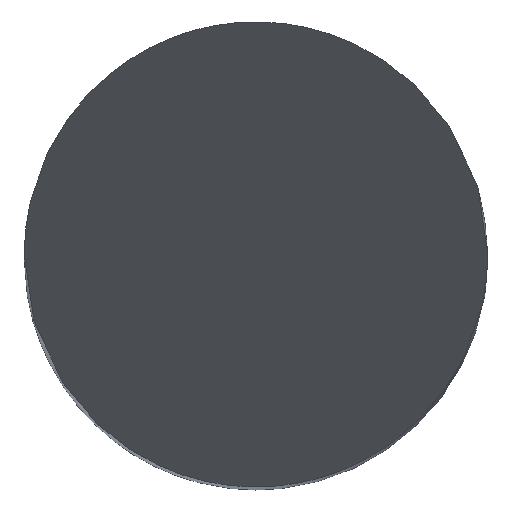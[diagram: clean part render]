
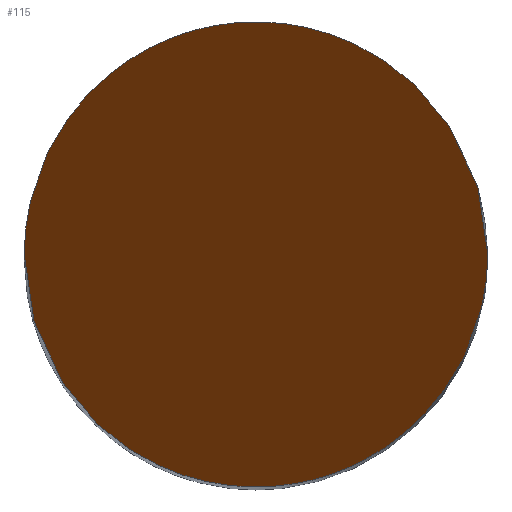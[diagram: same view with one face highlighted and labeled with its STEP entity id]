
A CAD part, top view. The second image highlights one B-rep face of the part: STEP entity #115.
In plain terms, the highlighted planar face has unit normal (0, -0.866, 0.5).
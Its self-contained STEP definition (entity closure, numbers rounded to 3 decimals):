
#59=PLANE('',#596);
#115=ADVANCED_FACE('',(#155),#59,.F.);
#155=FACE_OUTER_BOUND('',#186,.T.);
#186=EDGE_LOOP('',(#289,#290));
#289=ORIENTED_EDGE('',*,*,#429,.T.);
#290=ORIENTED_EDGE('',*,*,#459,.T.);
#381=VERTEX_POINT('',#852);
#382=VERTEX_POINT('',#857);
#429=EDGE_CURVE('',#382,#381,#531,.T.);
#459=EDGE_CURVE('',#381,#382,#535,.T.);
#531=(
BOUNDED_CURVE()
B_SPLINE_CURVE(3,(#853,#854,#855,#856),.UNSPECIFIED.,.F.,.F.)
B_SPLINE_CURVE_WITH_KNOTS((4,4),(0.,1.),.UNSPECIFIED.)
CURVE()
GEOMETRIC_REPRESENTATION_ITEM()
RATIONAL_B_SPLINE_CURVE((1.,0.333,0.333,1.))
REPRESENTATION_ITEM('')
);
#535=(
BOUNDED_CURVE()
B_SPLINE_CURVE(3,(#1003,#1004,#1005,#1006),.UNSPECIFIED.,.F.,.F.)
B_SPLINE_CURVE_WITH_KNOTS((4,4),(0.,1.),.UNSPECIFIED.)
CURVE()
GEOMETRIC_REPRESENTATION_ITEM()
RATIONAL_B_SPLINE_CURVE((1.,0.333,0.333,1.))
REPRESENTATION_ITEM('')
);
#596=AXIS2_PLACEMENT_3D('',#1008,#670,#671);
#670=DIRECTION('',(0.,0.866,-0.5));
#671=DIRECTION('',(0.,-0.5,-0.866));
#852=CARTESIAN_POINT('',(2.,0.,0.));
#853=CARTESIAN_POINT('',(-2.,0.,0.));
#854=CARTESIAN_POINT('',(-2.,-4.,-6.928));
#855=CARTESIAN_POINT('',(2.,-4.,-6.928));
#856=CARTESIAN_POINT('',(2.,0.,0.));
#857=CARTESIAN_POINT('',(-2.,0.,0.));
#1003=CARTESIAN_POINT('',(2.,0.,0.));
#1004=CARTESIAN_POINT('',(2.,4.,6.928));
#1005=CARTESIAN_POINT('',(-2.,4.,6.928));
#1006=CARTESIAN_POINT('',(-2.,0.,0.));
#1008=CARTESIAN_POINT('',(2.,2.,3.464));
